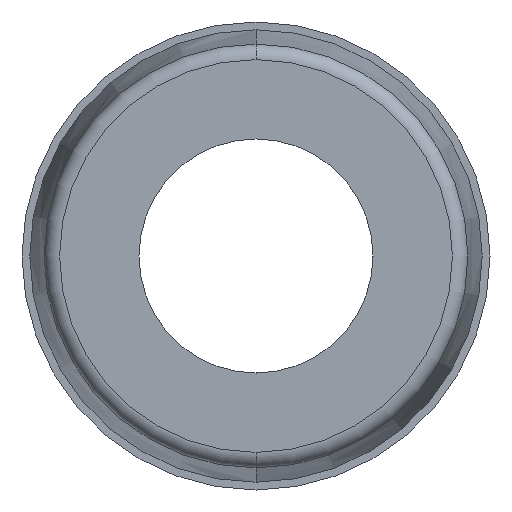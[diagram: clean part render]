
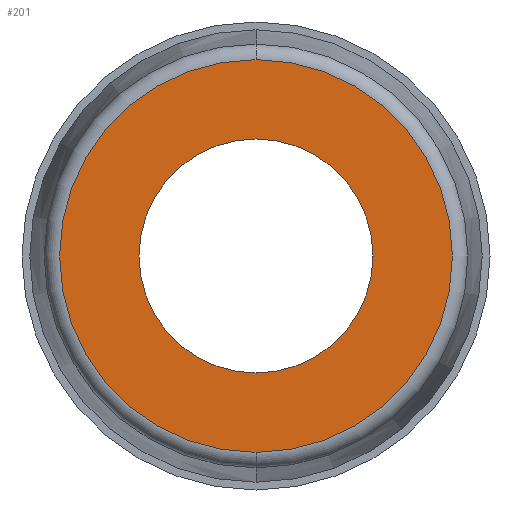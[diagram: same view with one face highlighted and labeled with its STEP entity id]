
A CAD part, front view. The second image highlights one B-rep face of the part: STEP entity #201.
In plain terms, the highlighted planar face has unit normal (0, -1, 0).
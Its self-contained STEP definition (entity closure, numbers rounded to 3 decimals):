
#89 = FACE_BOUND ( 'NONE', #420, .T. ) ;
#90 = FACE_OUTER_BOUND ( 'NONE', #419, .T. ) ;
#156 = EDGE_CURVE ( 'NONE', #396, #394, #567, .T. ) ;
#157 = EDGE_CURVE ( 'NONE', #287, #307, #571, .T. ) ;
#201 = ADVANCED_FACE ( 'NONE', ( #89, #90 ), #1028, .T. ) ;
#217 = AXIS2_PLACEMENT_3D ( 'NONE', #807, #1053, #1068 ) ;
#228 = CIRCLE ( 'NONE', #217, 6.293 ) ;
#287 = VERTEX_POINT ( 'NONE', #1046 ) ;
#307 = VERTEX_POINT ( 'NONE', #1038 ) ;
#394 = VERTEX_POINT ( 'NONE', #1070 ) ;
#396 = VERTEX_POINT ( 'NONE', #1065 ) ;
#419 = EDGE_LOOP ( 'NONE', ( #461, #457 ) ) ;
#420 = EDGE_LOOP ( 'NONE', ( #460, #458 ) ) ;
#457 = ORIENTED_EDGE ( 'NONE', *, *, #156, .T. ) ;
#458 = ORIENTED_EDGE ( 'NONE', *, *, #1148, .F. ) ;
#460 = ORIENTED_EDGE ( 'NONE', *, *, #157, .F. ) ;
#461 = ORIENTED_EDGE ( 'NONE', *, *, #1127, .T. ) ;
#486 = AXIS2_PLACEMENT_3D ( 'NONE', #1020, #794, #1042 ) ;
#567 = CIRCLE ( 'NONE', #580, 6.293 ) ;
#571 = CIRCLE ( 'NONE', #588, 3.75 ) ;
#580 = AXIS2_PLACEMENT_3D ( 'NONE', #657, #656, #655 ) ;
#588 = AXIS2_PLACEMENT_3D ( 'NONE', #1208, #1199, #1198 ) ;
#607 = AXIS2_PLACEMENT_3D ( 'NONE', #872, #893, #877 ) ;
#614 = CIRCLE ( 'NONE', #607, 3.75 ) ;
#655 = DIRECTION ( 'NONE',  ( 0., 0., -1. ) ) ;
#656 = DIRECTION ( 'NONE',  ( 0., -1., 0. ) ) ;
#657 = CARTESIAN_POINT ( 'NONE',  ( 0., 0., 0. ) ) ;
#794 = DIRECTION ( 'NONE',  ( 0., -1., 0. ) ) ;
#807 = CARTESIAN_POINT ( 'NONE',  ( 0., 0., 0. ) ) ;
#872 = CARTESIAN_POINT ( 'NONE',  ( 0., 0., 0. ) ) ;
#877 = DIRECTION ( 'NONE',  ( 0., 0., -1. ) ) ;
#893 = DIRECTION ( 'NONE',  ( 0., -1., 0. ) ) ;
#1020 = CARTESIAN_POINT ( 'NONE',  ( 0., 0., 0. ) ) ;
#1028 = PLANE ( 'NONE',  #486 ) ;
#1038 = CARTESIAN_POINT ( 'NONE',  ( 0., 0., 3.75 ) ) ;
#1042 = DIRECTION ( 'NONE',  ( 0., 0., -1. ) ) ;
#1046 = CARTESIAN_POINT ( 'NONE',  ( 0., 0., -3.75 ) ) ;
#1053 = DIRECTION ( 'NONE',  ( 0., -1., 0. ) ) ;
#1065 = CARTESIAN_POINT ( 'NONE',  ( 0., 0., 6.293 ) ) ;
#1068 = DIRECTION ( 'NONE',  ( 0., 0., -1. ) ) ;
#1070 = CARTESIAN_POINT ( 'NONE',  ( 0., 0., -6.293 ) ) ;
#1127 = EDGE_CURVE ( 'NONE', #394, #396, #228, .T. ) ;
#1148 = EDGE_CURVE ( 'NONE', #307, #287, #614, .T. ) ;
#1198 = DIRECTION ( 'NONE',  ( 0., 0., -1. ) ) ;
#1199 = DIRECTION ( 'NONE',  ( 0., -1., 0. ) ) ;
#1208 = CARTESIAN_POINT ( 'NONE',  ( 0., 0., 0. ) ) ;
